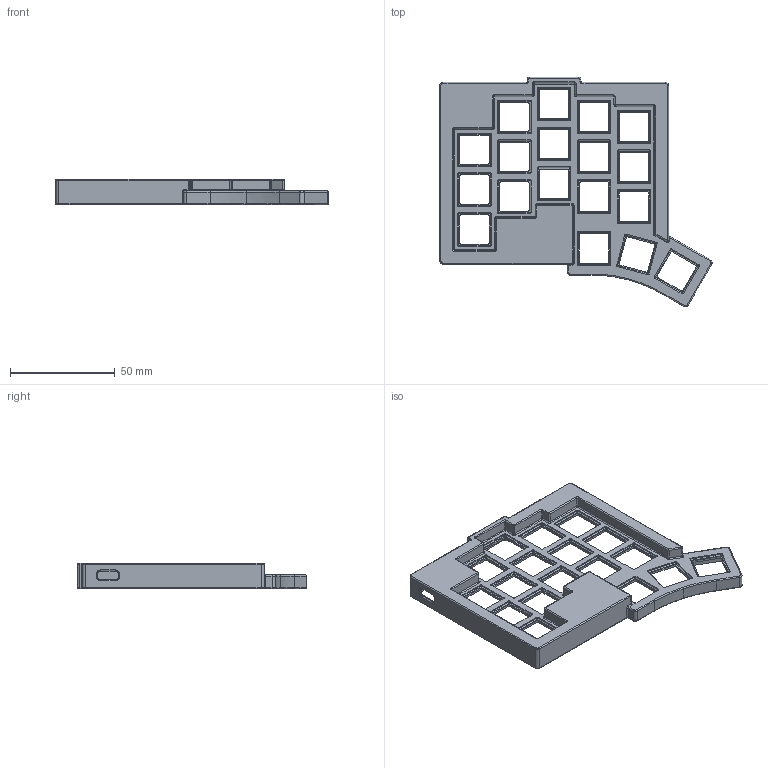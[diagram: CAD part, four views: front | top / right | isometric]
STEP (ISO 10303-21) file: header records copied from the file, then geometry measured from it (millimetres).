
FILE_DESCRIPTION(/* description */ ('','CAx-IF Rec.Pracs.---Representation and Presentation of Product Manufacturing Information (PMI)---4.0---2014-10-13'),/* implementation_level */ '2;1');
FILE_NAME(/* name */ 'top-left.step',/* time_stamp */ '2024-12-22T23:53:31+08:00',/* author */ (''),/* organization */ (''),/* preprocessor_version */ 'ST-DEVELOPER v20',/* originating_system */ 'Autodesk Translation Framework v13.20.0.188',/* authorisation */ '');
FILE_SCHEMA (('AP242_MANAGED_MODEL_BASED_3D_ENGINEERING_MIM_LF { 1 0 10303 442 1 1 4 }'));
Length unit declared in the file: millimetre
Products named in the file (1): Enclosure Unified
Bounding box: 129.79 x 109.42 x 12 mm (x, y, z)
Volume: 23912.8 mm3; surface area: 26924.4 mm2
Topology: 1 solids, 1 shells, 866 faces, 2046 edges, 1203 vertices
Faces by surface type: cylinder 418, plane 261, sphere 109, torus 56, bspline 22
Full cylindrical faces by diameter (mm): 2.9 x4
Entity records: 25064 total; most frequent: DIRECTION 4615, CARTESIAN_POINT 4574, ORIENTED_EDGE 4090, EDGE_CURVE 2045, AXIS2_PLACEMENT_3D 1745, VERTEX_POINT 1203, LINE 1125, VECTOR 1125
